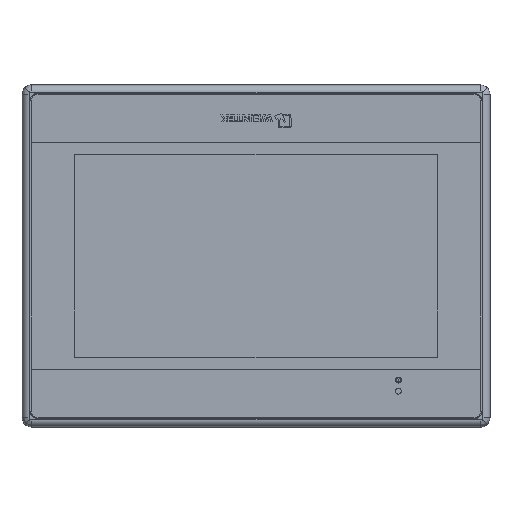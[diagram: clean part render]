
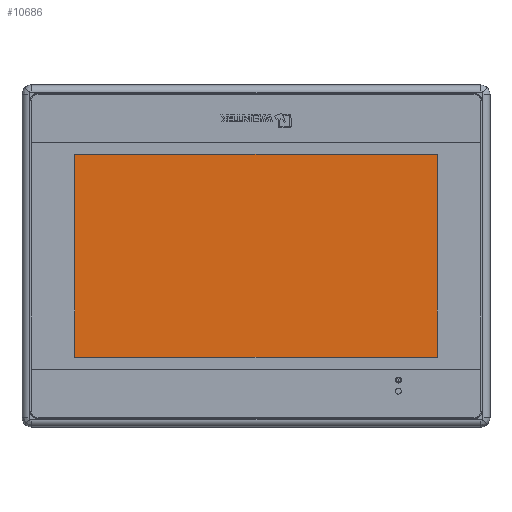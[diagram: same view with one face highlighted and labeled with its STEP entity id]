
A CAD part, top view. The second image highlights one B-rep face of the part: STEP entity #10686.
In plain terms, the highlighted planar face has unit normal (0, 0, 1).
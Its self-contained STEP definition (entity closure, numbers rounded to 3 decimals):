
#1119 = EDGE_CURVE ( 'NONE', #73387, #59852, #69863, .T. ) ;
#1805 = AXIS2_PLACEMENT_3D ( 'NONE', #43267, #43291, #43293 ) ;
#2018 = EDGE_CURVE ( 'NONE', #16783, #73374, #12477, .T. ) ;
#2766 = EDGE_CURVE ( 'NONE', #59852, #16783, #47393, .T. ) ;
#3196 = CARTESIAN_POINT ( 'NONE',  ( 77.74, -43.168, 4.72 ) ) ;
#3202 = CARTESIAN_POINT ( 'NONE',  ( -77.34, -43.168, 4.72 ) ) ;
#10686 = ADVANCED_FACE ( 'NONE', ( #43285 ), #43287, .T. ) ;
#12477 = LINE ( 'NONE', #12495, #50146 ) ;
#12495 = CARTESIAN_POINT ( 'NONE',  ( 77.74, -66.093, 4.72 ) ) ;
#12504 = DIRECTION ( 'NONE',  ( 0., -1., 0. ) ) ;
#13062 = VECTOR ( 'NONE', #47395, 1000. ) ;
#14230 = EDGE_CURVE ( 'NONE', #73374, #73387, #40125, .T. ) ;
#16783 = VERTEX_POINT ( 'NONE', #48195 ) ;
#17485 = CARTESIAN_POINT ( 'NONE',  ( -77.34, 43.752, 4.72 ) ) ;
#30490 = VECTOR ( 'NONE', #40127, 1000. ) ;
#35600 = EDGE_LOOP ( 'NONE', ( #63431, #63435, #63439, #63442 ) ) ;
#40125 = LINE ( 'NONE', #40126, #30490 ) ;
#40126 = CARTESIAN_POINT ( 'NONE',  ( -93.075, -43.168, 4.72 ) ) ;
#40127 = DIRECTION ( 'NONE',  ( -1., 0., 0. ) ) ;
#43267 = CARTESIAN_POINT ( 'NONE',  ( -93.075, -66.093, 4.72 ) ) ;
#43285 = FACE_OUTER_BOUND ( 'NONE', #35600, .T. ) ;
#43287 = PLANE ( 'NONE',  #1805 ) ;
#43291 = DIRECTION ( 'NONE',  ( 0., 0., 1. ) ) ;
#43293 = DIRECTION ( 'NONE',  ( -1., 0., 0. ) ) ;
#47393 = LINE ( 'NONE', #47394, #13062 ) ;
#47394 = CARTESIAN_POINT ( 'NONE',  ( -93.075, 43.752, 4.72 ) ) ;
#47395 = DIRECTION ( 'NONE',  ( 1., 0., 0. ) ) ;
#48195 = CARTESIAN_POINT ( 'NONE',  ( 77.74, 43.752, 4.72 ) ) ;
#50146 = VECTOR ( 'NONE', #12504, 1000. ) ;
#50192 = VECTOR ( 'NONE', #69872, 1000. ) ;
#59852 = VERTEX_POINT ( 'NONE', #17485 ) ;
#63431 = ORIENTED_EDGE ( 'NONE', *, *, #1119, .F. ) ;
#63435 = ORIENTED_EDGE ( 'NONE', *, *, #14230, .F. ) ;
#63439 = ORIENTED_EDGE ( 'NONE', *, *, #2018, .F. ) ;
#63442 = ORIENTED_EDGE ( 'NONE', *, *, #2766, .F. ) ;
#69858 = CARTESIAN_POINT ( 'NONE',  ( -77.34, -66.093, 4.72 ) ) ;
#69863 = LINE ( 'NONE', #69858, #50192 ) ;
#69872 = DIRECTION ( 'NONE',  ( 0., 1., 0. ) ) ;
#73374 = VERTEX_POINT ( 'NONE', #3196 ) ;
#73387 = VERTEX_POINT ( 'NONE', #3202 ) ;
